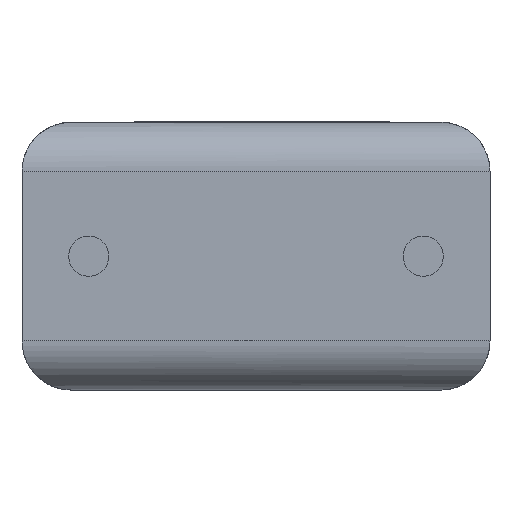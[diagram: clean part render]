
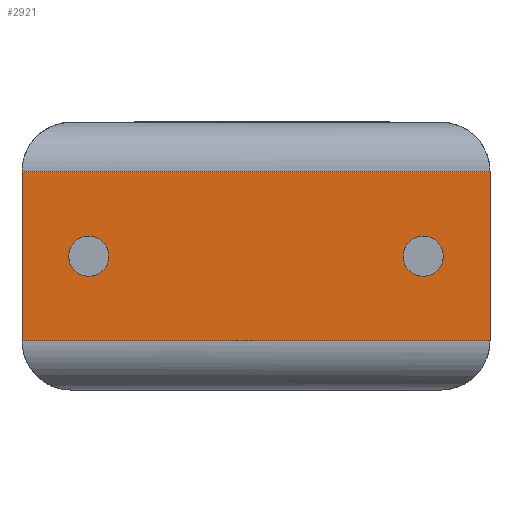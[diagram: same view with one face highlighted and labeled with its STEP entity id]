
A CAD part, front view. The second image highlights one B-rep face of the part: STEP entity #2921.
In plain terms, the highlighted planar face has unit normal (0, -1, 0).
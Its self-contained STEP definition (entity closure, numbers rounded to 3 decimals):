
#6 = FACE_BOUND ( 'NONE', #3152, .T. ) ;
#35 = CARTESIAN_POINT ( 'NONE',  ( 0., 0., 4.07 ) ) ;
#45 = DIRECTION ( 'NONE',  ( 0., -1., 0. ) ) ;
#161 = DIRECTION ( 'NONE',  ( -1., 0., 0. ) ) ;
#164 = ORIENTED_EDGE ( 'NONE', *, *, #3239, .T. ) ;
#312 = CIRCLE ( 'NONE', #2480, 0.305 ) ;
#313 = VECTOR ( 'NONE', #2060, 1000. ) ;
#319 = CIRCLE ( 'NONE', #349, 0.305 ) ;
#349 = AXIS2_PLACEMENT_3D ( 'NONE', #1433, #45, #2329 ) ;
#394 = EDGE_CURVE ( 'NONE', #1867, #957, #2895, .T. ) ;
#467 = EDGE_CURVE ( 'NONE', #1683, #3506, #1361, .T. ) ;
#552 = CARTESIAN_POINT ( 'NONE',  ( -1.015, 0., 2.035 ) ) ;
#563 = DIRECTION ( 'NONE',  ( 0., 1., 0. ) ) ;
#625 = CARTESIAN_POINT ( 'NONE',  ( 0., 0., 4.07 ) ) ;
#641 = VERTEX_POINT ( 'NONE', #2874 ) ;
#649 = VECTOR ( 'NONE', #2541, 1000. ) ;
#795 = EDGE_CURVE ( 'NONE', #1867, #3144, #2513, .T. ) ;
#884 = PLANE ( 'NONE',  #3445 ) ;
#941 = ORIENTED_EDGE ( 'NONE', *, *, #2535, .T. ) ;
#946 = ORIENTED_EDGE ( 'NONE', *, *, #467, .F. ) ;
#954 = VERTEX_POINT ( 'NONE', #3678 ) ;
#957 = VERTEX_POINT ( 'NONE', #1771 ) ;
#983 = ORIENTED_EDGE ( 'NONE', *, *, #795, .T. ) ;
#1032 = DIRECTION ( 'NONE',  ( 0., 1., 0. ) ) ;
#1150 = VERTEX_POINT ( 'NONE', #1860 ) ;
#1218 = VECTOR ( 'NONE', #161, 1000. ) ;
#1243 = CARTESIAN_POINT ( 'NONE',  ( -7.11, 0., 4.07 ) ) ;
#1361 = CIRCLE ( 'NONE', #2626, 0.305 ) ;
#1433 = CARTESIAN_POINT ( 'NONE',  ( -6.095, 0., 2.035 ) ) ;
#1463 = EDGE_LOOP ( 'NONE', ( #2027, #941 ) ) ;
#1511 = DIRECTION ( 'NONE',  ( 0., 0., -1. ) ) ;
#1526 = DIRECTION ( 'NONE',  ( -1., 0., 0. ) ) ;
#1527 = VECTOR ( 'NONE', #1511, 1000. ) ;
#1661 = LINE ( 'NONE', #1243, #1527 ) ;
#1683 = VERTEX_POINT ( 'NONE', #3014 ) ;
#1695 = ORIENTED_EDGE ( 'NONE', *, *, #2158, .F. ) ;
#1711 = AXIS2_PLACEMENT_3D ( 'NONE', #552, #563, #2531 ) ;
#1771 = CARTESIAN_POINT ( 'NONE',  ( 0., 0., 0.75 ) ) ;
#1857 = CARTESIAN_POINT ( 'NONE',  ( -1.015, 0., 2.035 ) ) ;
#1860 = CARTESIAN_POINT ( 'NONE',  ( -1.32, 0., 2.035 ) ) ;
#1867 = VERTEX_POINT ( 'NONE', #3197 ) ;
#1874 = EDGE_LOOP ( 'NONE', ( #2362, #983, #3409, #164 ) ) ;
#2027 = ORIENTED_EDGE ( 'NONE', *, *, #2853, .T. ) ;
#2060 = DIRECTION ( 'NONE',  ( 0., 0., -1. ) ) ;
#2158 = EDGE_CURVE ( 'NONE', #3506, #1683, #319, .T. ) ;
#2283 = FACE_OUTER_BOUND ( 'NONE', #1874, .T. ) ;
#2323 = CARTESIAN_POINT ( 'NONE',  ( -5.79, 0., 2.035 ) ) ;
#2329 = DIRECTION ( 'NONE',  ( -1., 0., 0. ) ) ;
#2362 = ORIENTED_EDGE ( 'NONE', *, *, #394, .F. ) ;
#2480 = AXIS2_PLACEMENT_3D ( 'NONE', #1857, #1032, #1526 ) ;
#2513 = LINE ( 'NONE', #3282, #1218 ) ;
#2531 = DIRECTION ( 'NONE',  ( -1., 0., 0. ) ) ;
#2535 = EDGE_CURVE ( 'NONE', #954, #1150, #312, .T. ) ;
#2541 = DIRECTION ( 'NONE',  ( 1., 0., 0. ) ) ;
#2614 = DIRECTION ( 'NONE',  ( -1., 0., 0. ) ) ;
#2626 = AXIS2_PLACEMENT_3D ( 'NONE', #3620, #3604, #3329 ) ;
#2727 = CARTESIAN_POINT ( 'NONE',  ( -7.11, 0., 3.32 ) ) ;
#2853 = EDGE_CURVE ( 'NONE', #1150, #954, #2978, .T. ) ;
#2874 = CARTESIAN_POINT ( 'NONE',  ( -7.11, 0., 0.75 ) ) ;
#2895 = LINE ( 'NONE', #625, #313 ) ;
#2921 = ADVANCED_FACE ( 'NONE', ( #3004, #2283, #6 ), #884, .F. ) ;
#2928 = LINE ( 'NONE', #3145, #649 ) ;
#2978 = CIRCLE ( 'NONE', #1711, 0.305 ) ;
#3004 = FACE_BOUND ( 'NONE', #1463, .T. ) ;
#3014 = CARTESIAN_POINT ( 'NONE',  ( -6.4, 0., 2.035 ) ) ;
#3093 = EDGE_CURVE ( 'NONE', #3144, #641, #1661, .T. ) ;
#3144 = VERTEX_POINT ( 'NONE', #2727 ) ;
#3145 = CARTESIAN_POINT ( 'NONE',  ( 0., 0., 0.75 ) ) ;
#3152 = EDGE_LOOP ( 'NONE', ( #946, #1695 ) ) ;
#3197 = CARTESIAN_POINT ( 'NONE',  ( 0., 0., 3.32 ) ) ;
#3239 = EDGE_CURVE ( 'NONE', #641, #957, #2928, .T. ) ;
#3282 = CARTESIAN_POINT ( 'NONE',  ( 0., 0., 3.32 ) ) ;
#3329 = DIRECTION ( 'NONE',  ( -1., 0., 0. ) ) ;
#3409 = ORIENTED_EDGE ( 'NONE', *, *, #3093, .T. ) ;
#3445 = AXIS2_PLACEMENT_3D ( 'NONE', #35, #3475, #2614 ) ;
#3475 = DIRECTION ( 'NONE',  ( 0., 1., 0. ) ) ;
#3506 = VERTEX_POINT ( 'NONE', #2323 ) ;
#3604 = DIRECTION ( 'NONE',  ( 0., -1., 0. ) ) ;
#3620 = CARTESIAN_POINT ( 'NONE',  ( -6.095, 0., 2.035 ) ) ;
#3678 = CARTESIAN_POINT ( 'NONE',  ( -0.71, 0., 2.035 ) ) ;
